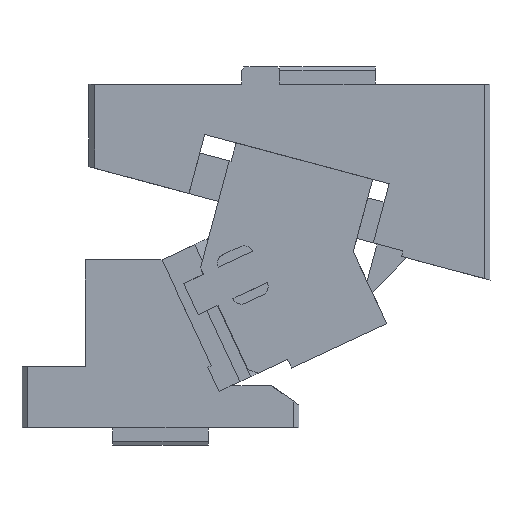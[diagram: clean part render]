
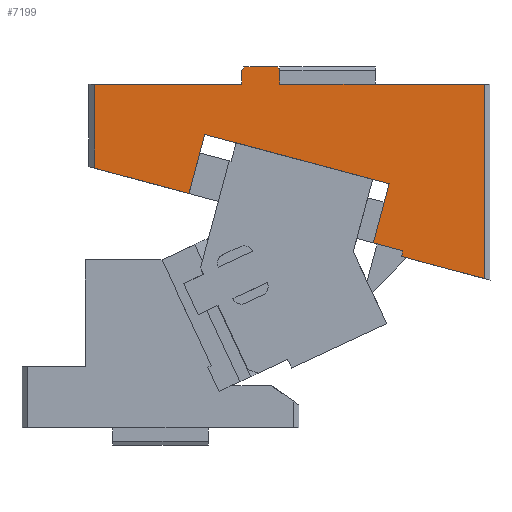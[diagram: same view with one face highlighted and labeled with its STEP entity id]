
A CAD part, front view. The second image highlights one B-rep face of the part: STEP entity #7199.
In plain terms, the highlighted planar face has unit normal (0, -1, 0).
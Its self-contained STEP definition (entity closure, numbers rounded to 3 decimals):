
#3752=CARTESIAN_POINT('Vertex',(115.,0.,180.)) ;
#3782=CARTESIAN_POINT('Vertex',(38.,0.,180.)) ;
#3785=CARTESIAN_POINT('Line Origine',(76.5,0.,180.)) ;
#4067=CARTESIAN_POINT('Line Origine',(115.,0.,183.5)) ;
#4071=CARTESIAN_POINT('Vertex',(115.,0.,187.)) ;
#4175=CARTESIAN_POINT('Vertex',(38.,0.,135.977)) ;
#4178=CARTESIAN_POINT('Line Origine',(38.,0.,145.489)) ;
#4182=CARTESIAN_POINT('Vertex',(38.,0.,155.)) ;
#4185=CARTESIAN_POINT('Line Origine',(38.,0.,167.5)) ;
#4420=CARTESIAN_POINT('Vertex',(199.43,0.,92.722)) ;
#4423=CARTESIAN_POINT('Line Origine',(191.703,0.,94.793)) ;
#4427=CARTESIAN_POINT('Vertex',(183.975,0.,96.863)) ;
#4448=CARTESIAN_POINT('Vertex',(87.383,0.,122.745)) ;
#4451=CARTESIAN_POINT('Line Origine',(85.451,0.,123.263)) ;
#4455=CARTESIAN_POINT('Vertex',(83.519,0.,123.78)) ;
#4458=CARTESIAN_POINT('Line Origine',(75.792,0.,125.851)) ;
#4462=CARTESIAN_POINT('Vertex',(68.064,0.,127.921)) ;
#4465=CARTESIAN_POINT('Line Origine',(67.098,0.,128.18)) ;
#4469=CARTESIAN_POINT('Vertex',(66.133,0.,128.439)) ;
#4472=CARTESIAN_POINT('Line Origine',(52.066,0.,132.208)) ;
#4808=CARTESIAN_POINT('Vertex',(116.155,0.,189.)) ;
#4816=CARTESIAN_POINT('Line Origine',(115.577,0.,188.)) ;
#4859=CARTESIAN_POINT('Line Origine',(188.117,0.,112.318)) ;
#4863=CARTESIAN_POINT('Vertex',(192.258,0.,127.773)) ;
#4943=CARTESIAN_POINT('Vertex',(242.,0.,78.21)) ;
#4946=CARTESIAN_POINT('Line Origine',(220.327,0.,84.017)) ;
#4950=CARTESIAN_POINT('Vertex',(198.654,0.,89.824)) ;
#5256=CARTESIAN_POINT('Vertex',(135.,0.,180.)) ;
#5259=CARTESIAN_POINT('Line Origine',(188.5,0.,180.)) ;
#5263=CARTESIAN_POINT('Vertex',(242.,0.,180.)) ;
#5584=CARTESIAN_POINT('Vertex',(133.845,0.,189.)) ;
#5589=CARTESIAN_POINT('Line Origine',(134.423,0.,188.)) ;
#5593=CARTESIAN_POINT('Vertex',(135.,0.,187.)) ;
#5627=CARTESIAN_POINT('Line Origine',(125.,0.,189.)) ;
#5649=CARTESIAN_POINT('Line Origine',(91.524,0.,138.2)) ;
#5653=CARTESIAN_POINT('Vertex',(95.665,0.,153.655)) ;
#5698=CARTESIAN_POINT('Line Origine',(199.042,0.,91.273)) ;
#5727=CARTESIAN_POINT('Line Origine',(242.,0.,164.)) ;
#5731=CARTESIAN_POINT('Vertex',(242.,0.,148.)) ;
#5734=CARTESIAN_POINT('Line Origine',(242.,0.,113.105)) ;
#5753=CARTESIAN_POINT('Line Origine',(135.,0.,183.5)) ;
#7154=CARTESIAN_POINT('Line Origine',(143.961,0.,140.714)) ;
#7171=CARTESIAN_POINT('Axis2P3D Location',(172.666,0.,66.247)) ;
#3786=DIRECTION('Vector Direction',(-1.,0.,0.)) ;
#4068=DIRECTION('Vector Direction',(0.,0.,1.)) ;
#4179=DIRECTION('Vector Direction',(0.,0.,-1.)) ;
#4186=DIRECTION('Vector Direction',(0.,0.,-1.)) ;
#4424=DIRECTION('Vector Direction',(0.966,0.,-0.259)) ;
#4452=DIRECTION('Vector Direction',(-0.966,0.,0.259)) ;
#4459=DIRECTION('Vector Direction',(-0.966,0.,0.259)) ;
#4466=DIRECTION('Vector Direction',(0.966,0.,-0.259)) ;
#4473=DIRECTION('Vector Direction',(0.966,0.,-0.259)) ;
#4817=DIRECTION('Vector Direction',(0.5,0.,0.866)) ;
#4860=DIRECTION('Vector Direction',(-0.259,0.,-0.966)) ;
#4947=DIRECTION('Vector Direction',(0.966,0.,-0.259)) ;
#5260=DIRECTION('Vector Direction',(-1.,0.,0.)) ;
#5590=DIRECTION('Vector Direction',(-0.5,0.,0.866)) ;
#5628=DIRECTION('Vector Direction',(-1.,0.,0.)) ;
#5650=DIRECTION('Vector Direction',(-0.259,0.,-0.966)) ;
#5699=DIRECTION('Vector Direction',(0.259,0.,0.966)) ;
#5728=DIRECTION('Vector Direction',(0.,0.,-1.)) ;
#5735=DIRECTION('Vector Direction',(0.,0.,-1.)) ;
#5754=DIRECTION('Vector Direction',(0.,0.,1.)) ;
#7155=DIRECTION('Vector Direction',(-0.966,0.,0.259)) ;
#7172=DIRECTION('Axis2P3D Direction',(0.,-1.,0.)) ;
#7173=DIRECTION('Axis2P3D XDirection',(0.259,0.,0.966)) ;
#7174=AXIS2_PLACEMENT_3D('Plane Axis2P3D',#7171,#7172,#7173) ;
#7177=ORIENTED_EDGE('',*,*,#4865,.T.) ;
#7178=ORIENTED_EDGE('',*,*,#4429,.T.) ;
#7179=ORIENTED_EDGE('',*,*,#5702,.F.) ;
#7180=ORIENTED_EDGE('',*,*,#4952,.T.) ;
#7181=ORIENTED_EDGE('',*,*,#5738,.F.) ;
#7182=ORIENTED_EDGE('',*,*,#5733,.F.) ;
#7183=ORIENTED_EDGE('',*,*,#5265,.T.) ;
#7184=ORIENTED_EDGE('',*,*,#5757,.T.) ;
#7185=ORIENTED_EDGE('',*,*,#5595,.F.) ;
#7186=ORIENTED_EDGE('',*,*,#5631,.F.) ;
#7187=ORIENTED_EDGE('',*,*,#4820,.F.) ;
#7188=ORIENTED_EDGE('',*,*,#4073,.F.) ;
#7189=ORIENTED_EDGE('',*,*,#3789,.T.) ;
#7190=ORIENTED_EDGE('',*,*,#4189,.T.) ;
#7191=ORIENTED_EDGE('',*,*,#4184,.T.) ;
#7192=ORIENTED_EDGE('',*,*,#4476,.T.) ;
#7193=ORIENTED_EDGE('',*,*,#4471,.T.) ;
#7194=ORIENTED_EDGE('',*,*,#4464,.F.) ;
#7195=ORIENTED_EDGE('',*,*,#4457,.F.) ;
#7196=ORIENTED_EDGE('',*,*,#5655,.F.) ;
#7197=ORIENTED_EDGE('',*,*,#7158,.F.) ;
#3787=VECTOR('Line Direction',#3786,1.) ;
#4069=VECTOR('Line Direction',#4068,1.) ;
#4180=VECTOR('Line Direction',#4179,1.) ;
#4187=VECTOR('Line Direction',#4186,1.) ;
#4425=VECTOR('Line Direction',#4424,1.) ;
#4453=VECTOR('Line Direction',#4452,1.) ;
#4460=VECTOR('Line Direction',#4459,1.) ;
#4467=VECTOR('Line Direction',#4466,1.) ;
#4474=VECTOR('Line Direction',#4473,1.) ;
#4818=VECTOR('Line Direction',#4817,1.) ;
#4861=VECTOR('Line Direction',#4860,1.) ;
#4948=VECTOR('Line Direction',#4947,1.) ;
#5261=VECTOR('Line Direction',#5260,1.) ;
#5591=VECTOR('Line Direction',#5590,1.) ;
#5629=VECTOR('Line Direction',#5628,1.) ;
#5651=VECTOR('Line Direction',#5650,1.) ;
#5700=VECTOR('Line Direction',#5699,1.) ;
#5729=VECTOR('Line Direction',#5728,1.) ;
#5736=VECTOR('Line Direction',#5735,1.) ;
#5755=VECTOR('Line Direction',#5754,1.) ;
#7156=VECTOR('Line Direction',#7155,1.) ;
#7199=ADVANCED_FACE('CAM HOLDER',(#7198),#7175,.T.) ;
#3789=EDGE_CURVE('',#3753,#3783,#3788,.T.) ;
#4073=EDGE_CURVE('',#3753,#4072,#4070,.T.) ;
#4184=EDGE_CURVE('',#4183,#4176,#4181,.T.) ;
#4189=EDGE_CURVE('',#3783,#4183,#4188,.T.) ;
#4429=EDGE_CURVE('',#4428,#4421,#4426,.T.) ;
#4457=EDGE_CURVE('',#4449,#4456,#4454,.T.) ;
#4464=EDGE_CURVE('',#4456,#4463,#4461,.T.) ;
#4471=EDGE_CURVE('',#4470,#4463,#4468,.T.) ;
#4476=EDGE_CURVE('',#4176,#4470,#4475,.T.) ;
#4820=EDGE_CURVE('',#4072,#4809,#4819,.T.) ;
#4865=EDGE_CURVE('',#4864,#4428,#4862,.T.) ;
#4952=EDGE_CURVE('',#4951,#4944,#4949,.T.) ;
#5265=EDGE_CURVE('',#5264,#5257,#5262,.T.) ;
#5595=EDGE_CURVE('',#5585,#5594,#5592,.F.) ;
#5631=EDGE_CURVE('',#4809,#5585,#5630,.F.) ;
#5655=EDGE_CURVE('',#5654,#4449,#5652,.T.) ;
#5702=EDGE_CURVE('',#4951,#4421,#5701,.T.) ;
#5733=EDGE_CURVE('',#5264,#5732,#5730,.T.) ;
#5738=EDGE_CURVE('',#5732,#4944,#5737,.T.) ;
#5757=EDGE_CURVE('',#5257,#5594,#5756,.T.) ;
#7158=EDGE_CURVE('',#4864,#5654,#7157,.T.) ;
#7176=EDGE_LOOP('',(#7177,#7178,#7179,#7180,#7181,#7182,#7183,#7184,#7185,#7186,#7187,#7188,#7189,#7190,#7191,#7192,#7193,#7194,#7195,#7196,#7197)) ;
#7198=FACE_OUTER_BOUND('',#7176,.T.) ;
#3788=LINE('Line',#3785,#3787) ;
#4070=LINE('Line',#4067,#4069) ;
#4181=LINE('Line',#4178,#4180) ;
#4188=LINE('Line',#4185,#4187) ;
#4426=LINE('Line',#4423,#4425) ;
#4454=LINE('Line',#4451,#4453) ;
#4461=LINE('Line',#4458,#4460) ;
#4468=LINE('Line',#4465,#4467) ;
#4475=LINE('Line',#4472,#4474) ;
#4819=LINE('Line',#4816,#4818) ;
#4862=LINE('Line',#4859,#4861) ;
#4949=LINE('Line',#4946,#4948) ;
#5262=LINE('Line',#5259,#5261) ;
#5592=LINE('Line',#5589,#5591) ;
#5630=LINE('Line',#5627,#5629) ;
#5652=LINE('Line',#5649,#5651) ;
#5701=LINE('Line',#5698,#5700) ;
#5730=LINE('Line',#5727,#5729) ;
#5737=LINE('Line',#5734,#5736) ;
#5756=LINE('Line',#5753,#5755) ;
#7157=LINE('Line',#7154,#7156) ;
#7175=PLANE('Plane',#7174) ;
#3753=VERTEX_POINT('',#3752) ;
#3783=VERTEX_POINT('',#3782) ;
#4072=VERTEX_POINT('',#4071) ;
#4176=VERTEX_POINT('',#4175) ;
#4183=VERTEX_POINT('',#4182) ;
#4421=VERTEX_POINT('',#4420) ;
#4428=VERTEX_POINT('',#4427) ;
#4449=VERTEX_POINT('',#4448) ;
#4456=VERTEX_POINT('',#4455) ;
#4463=VERTEX_POINT('',#4462) ;
#4470=VERTEX_POINT('',#4469) ;
#4809=VERTEX_POINT('',#4808) ;
#4864=VERTEX_POINT('',#4863) ;
#4944=VERTEX_POINT('',#4943) ;
#4951=VERTEX_POINT('',#4950) ;
#5257=VERTEX_POINT('',#5256) ;
#5264=VERTEX_POINT('',#5263) ;
#5585=VERTEX_POINT('',#5584) ;
#5594=VERTEX_POINT('',#5593) ;
#5654=VERTEX_POINT('',#5653) ;
#5732=VERTEX_POINT('',#5731) ;
